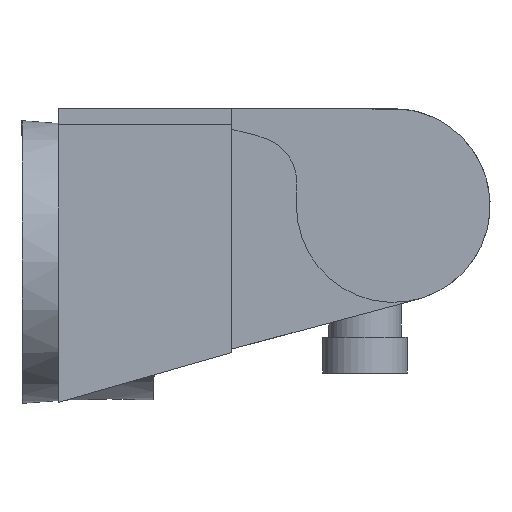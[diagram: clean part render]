
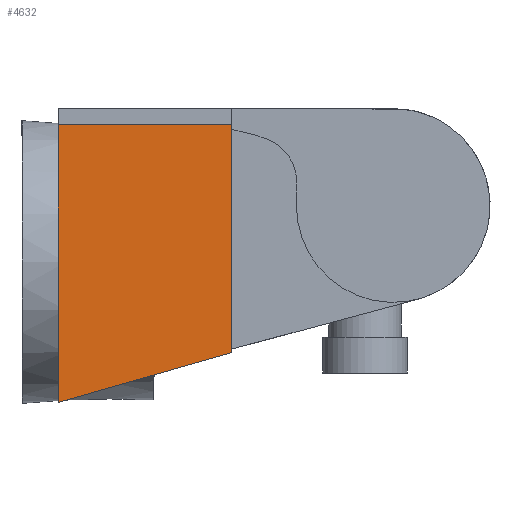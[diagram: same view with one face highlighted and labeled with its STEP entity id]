
A CAD part, front view. The second image highlights one B-rep face of the part: STEP entity #4632.
In plain terms, the highlighted planar face has unit normal (0, -1, 0).
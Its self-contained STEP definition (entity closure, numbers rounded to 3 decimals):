
#610=ORIENTED_EDGE('',*,*,#1823,.T.);
#611=ORIENTED_EDGE('',*,*,#1813,.F.);
#612=ORIENTED_EDGE('',*,*,#1821,.F.);
#613=ORIENTED_EDGE('',*,*,#1808,.T.);
#1808=EDGE_CURVE('',#2487,#2486,#2966,.T.);
#1813=EDGE_CURVE('',#2488,#2489,#2971,.T.);
#1821=EDGE_CURVE('',#2487,#2488,#2979,.T.);
#1823=EDGE_CURVE('',#2486,#2489,#2981,.T.);
#2486=VERTEX_POINT('',#6530);
#2487=VERTEX_POINT('',#6532);
#2488=VERTEX_POINT('',#6538);
#2489=VERTEX_POINT('',#6540);
#2966=LINE('',#6531,#3468);
#2971=LINE('',#6539,#3473);
#2979=LINE('',#6555,#3481);
#2981=LINE('',#6558,#3483);
#3468=VECTOR('',#5287,1000.);
#3473=VECTOR('',#5294,1000.);
#3481=VECTOR('',#5304,1000.);
#3483=VECTOR('',#5308,1000.);
#3936=EDGE_LOOP('',(#610,#611,#612,#613));
#4200=FACE_BOUND('',#3936,.T.);
#4462=PLANE('',#4888);
#4632=ADVANCED_FACE('',(#4200),#4462,.T.);
#4888=AXIS2_PLACEMENT_3D('',#6559,#5309,#5310);
#5287=DIRECTION('',(0.,0.,1.));
#5294=DIRECTION('',(0.,0.,1.));
#5304=DIRECTION('',(-0.961,0.,-0.276));
#5308=DIRECTION('',(-1.,0.,0.));
#5309=DIRECTION('',(0.,-1.,0.));
#5310=DIRECTION('',(0.,0.,1.));
#6530=CARTESIAN_POINT('',(52.,-116.,58.106));
#6531=CARTESIAN_POINT('',(52.,-116.,58.106));
#6532=CARTESIAN_POINT('',(52.,-116.,1.669));
#6538=CARTESIAN_POINT('',(9.,-116.,-10.661));
#6539=CARTESIAN_POINT('',(9.,-116.,58.106));
#6540=CARTESIAN_POINT('',(9.,-116.,58.106));
#6555=CARTESIAN_POINT('',(27.221,-116.,-5.436));
#6558=CARTESIAN_POINT('',(9.,-116.,58.106));
#6559=CARTESIAN_POINT('',(9.,-116.,58.106));
